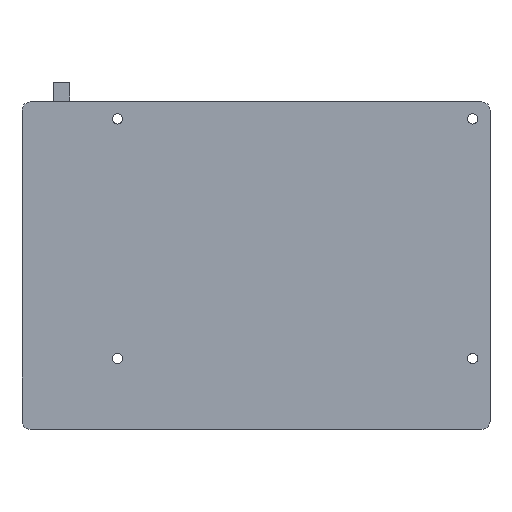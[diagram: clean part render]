
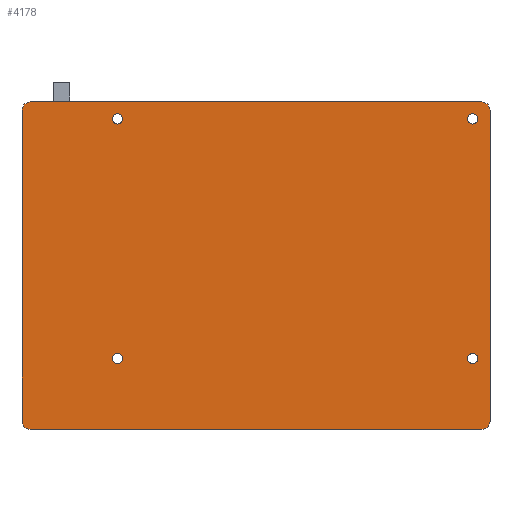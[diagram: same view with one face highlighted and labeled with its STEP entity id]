
A CAD part, top view. The second image highlights one B-rep face of the part: STEP entity #4178.
In plain terms, the highlighted planar face has unit normal (0, 0, 1).
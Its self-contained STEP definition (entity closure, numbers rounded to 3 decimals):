
#1178=DIRECTION('',(0.,1.,0.));
#1179=VECTOR('',#1178,75.2);
#1180=CARTESIAN_POINT('',(-56.6,-37.6,4.975));
#1181=LINE('',#1180,#1179);
#1182=DIRECTION('',(0.,-1.,0.));
#1183=VECTOR('',#1182,75.2);
#1184=CARTESIAN_POINT('',(56.6,37.6,4.975));
#1185=LINE('',#1184,#1183);
#1186=CARTESIAN_POINT('',(52.4,-22.45,4.975));
#1187=DIRECTION('',(0.,0.,-1.));
#1188=DIRECTION('',(1.,0.,0.));
#1189=AXIS2_PLACEMENT_3D('',#1186,#1187,#1188);
#1191=CARTESIAN_POINT('',(52.4,-22.45,4.975));
#1192=DIRECTION('',(0.,0.,-1.));
#1193=DIRECTION('',(-1.,0.,0.));
#1194=AXIS2_PLACEMENT_3D('',#1191,#1192,#1193);
#1196=CARTESIAN_POINT('',(52.4,35.5,4.975));
#1197=DIRECTION('',(0.,0.,-1.));
#1198=DIRECTION('',(1.,0.,0.));
#1199=AXIS2_PLACEMENT_3D('',#1196,#1197,#1198);
#1201=CARTESIAN_POINT('',(52.4,35.5,4.975));
#1202=DIRECTION('',(0.,0.,-1.));
#1203=DIRECTION('',(-1.,0.,0.));
#1204=AXIS2_PLACEMENT_3D('',#1201,#1202,#1203);
#1206=CARTESIAN_POINT('',(-33.5,-22.45,4.975));
#1207=DIRECTION('',(0.,0.,-1.));
#1208=DIRECTION('',(1.,0.,0.));
#1209=AXIS2_PLACEMENT_3D('',#1206,#1207,#1208);
#1211=CARTESIAN_POINT('',(-33.5,-22.45,4.975));
#1212=DIRECTION('',(0.,0.,-1.));
#1213=DIRECTION('',(-1.,0.,0.));
#1214=AXIS2_PLACEMENT_3D('',#1211,#1212,#1213);
#1216=CARTESIAN_POINT('',(-33.5,35.5,4.975));
#1217=DIRECTION('',(0.,0.,-1.));
#1218=DIRECTION('',(1.,0.,0.));
#1219=AXIS2_PLACEMENT_3D('',#1216,#1217,#1218);
#1221=CARTESIAN_POINT('',(-33.5,35.5,4.975));
#1222=DIRECTION('',(0.,0.,-1.));
#1223=DIRECTION('',(-1.,0.,0.));
#1224=AXIS2_PLACEMENT_3D('',#1221,#1222,#1223);
#1230=CARTESIAN_POINT('',(-54.6,37.6,4.975));
#1231=DIRECTION('',(0.,0.,-1.));
#1232=DIRECTION('',(-1.,0.,0.));
#1233=AXIS2_PLACEMENT_3D('',#1230,#1231,#1232);
#1244=DIRECTION('',(-1.,0.,0.));
#1245=VECTOR('',#1244,109.2);
#1246=CARTESIAN_POINT('',(54.6,39.6,4.975));
#1247=LINE('',#1246,#1245);
#1256=CARTESIAN_POINT('',(54.6,37.6,4.975));
#1257=DIRECTION('',(0.,0.,-1.));
#1258=DIRECTION('',(0.,1.,0.));
#1259=AXIS2_PLACEMENT_3D('',#1256,#1257,#1258);
#1283=CARTESIAN_POINT('',(54.6,-37.6,4.975));
#1284=DIRECTION('',(0.,0.,1.));
#1285=DIRECTION('',(0.,-1.,0.));
#1286=AXIS2_PLACEMENT_3D('',#1283,#1284,#1285);
#1300=DIRECTION('',(-1.,0.,0.));
#1301=VECTOR('',#1300,109.2);
#1302=CARTESIAN_POINT('',(54.6,-39.6,4.975));
#1303=LINE('',#1302,#1301);
#1387=CARTESIAN_POINT('',(-54.6,-37.6,4.975));
#1388=DIRECTION('',(0.,0.,1.));
#1389=DIRECTION('',(-1.,0.,0.));
#1390=AXIS2_PLACEMENT_3D('',#1387,#1388,#1389);
#2039=CARTESIAN_POINT('',(56.6,-37.6,4.975));
#2041=VERTEX_POINT('',#2039);
#2044=CARTESIAN_POINT('',(54.6,-39.6,4.975));
#2045=VERTEX_POINT('',#2044);
#2047=CARTESIAN_POINT('',(-54.6,-39.6,4.975));
#2049=VERTEX_POINT('',#2047);
#2052=CARTESIAN_POINT('',(-56.6,-37.6,4.975));
#2053=VERTEX_POINT('',#2052);
#2208=CARTESIAN_POINT('',(56.6,37.6,4.975));
#2210=VERTEX_POINT('',#2208);
#2213=CARTESIAN_POINT('',(54.6,39.6,4.975));
#2214=VERTEX_POINT('',#2213);
#2216=CARTESIAN_POINT('',(-54.6,39.6,4.975));
#2218=VERTEX_POINT('',#2216);
#2221=CARTESIAN_POINT('',(-56.6,37.6,4.975));
#2222=VERTEX_POINT('',#2221);
#2392=CARTESIAN_POINT('',(53.65,-22.45,4.975));
#2393=CARTESIAN_POINT('',(51.15,-22.45,4.975));
#2394=VERTEX_POINT('',#2392);
#2395=VERTEX_POINT('',#2393);
#2396=CARTESIAN_POINT('',(53.65,35.5,4.975));
#2397=CARTESIAN_POINT('',(51.15,35.5,4.975));
#2398=VERTEX_POINT('',#2396);
#2399=VERTEX_POINT('',#2397);
#2400=CARTESIAN_POINT('',(-32.25,-22.45,4.975));
#2401=CARTESIAN_POINT('',(-34.75,-22.45,4.975));
#2402=VERTEX_POINT('',#2400);
#2403=VERTEX_POINT('',#2401);
#2404=CARTESIAN_POINT('',(-32.25,35.5,4.975));
#2405=CARTESIAN_POINT('',(-34.75,35.5,4.975));
#2406=VERTEX_POINT('',#2404);
#2407=VERTEX_POINT('',#2405);
#4134=CARTESIAN_POINT('',(59.889,0.,4.975));
#4135=DIRECTION('',(0.,0.,-1.));
#4136=DIRECTION('',(-1.,0.,0.));
#4137=AXIS2_PLACEMENT_3D('',#4134,#4135,#4136);
#4138=PLANE('',#4137);
#4139=ORIENTED_EDGE('',*,*,#2705,.T.);
#4141=ORIENTED_EDGE('',*,*,#4140,.T.);
#4143=ORIENTED_EDGE('',*,*,#4142,.F.);
#4145=ORIENTED_EDGE('',*,*,#4144,.T.);
#4147=ORIENTED_EDGE('',*,*,#4146,.T.);
#4149=ORIENTED_EDGE('',*,*,#4148,.F.);
#4151=ORIENTED_EDGE('',*,*,#4150,.T.);
#4153=ORIENTED_EDGE('',*,*,#4152,.F.);
#4154=EDGE_LOOP('',(#4139,#4141,#4143,#4145,#4147,#4149,#4151,#4153));
#4155=FACE_OUTER_BOUND('',#4154,.F.);
#4156=ORIENTED_EDGE('',*,*,#4114,.F.);
#4157=ORIENTED_EDGE('',*,*,#4128,.F.);
#4158=EDGE_LOOP('',(#4156,#4157));
#4159=FACE_BOUND('',#4158,.F.);
#4161=ORIENTED_EDGE('',*,*,#4160,.F.);
#4163=ORIENTED_EDGE('',*,*,#4162,.F.);
#4164=EDGE_LOOP('',(#4161,#4163));
#4165=FACE_BOUND('',#4164,.F.);
#4167=ORIENTED_EDGE('',*,*,#4166,.F.);
#4169=ORIENTED_EDGE('',*,*,#4168,.F.);
#4170=EDGE_LOOP('',(#4167,#4169));
#4171=FACE_BOUND('',#4170,.F.);
#4173=ORIENTED_EDGE('',*,*,#4172,.F.);
#4175=ORIENTED_EDGE('',*,*,#4174,.F.);
#4176=EDGE_LOOP('',(#4173,#4175));
#4177=FACE_BOUND('',#4176,.F.);
#4178=ADVANCED_FACE('',(#4155,#4159,#4165,#4171,#4177),#4138,.F.);
#1190=CIRCLE('',#1189,1.25);
#1195=CIRCLE('',#1194,1.25);
#1200=CIRCLE('',#1199,1.25);
#1205=CIRCLE('',#1204,1.25);
#1210=CIRCLE('',#1209,1.25);
#1215=CIRCLE('',#1214,1.25);
#1220=CIRCLE('',#1219,1.25);
#1225=CIRCLE('',#1224,1.25);
#1234=CIRCLE('',#1233,2.);
#1260=CIRCLE('',#1259,2.);
#1287=CIRCLE('',#1286,2.);
#1391=CIRCLE('',#1390,2.);
#2705=EDGE_CURVE('',#2053,#2222,#1181,.T.);
#4114=EDGE_CURVE('',#2394,#2395,#1190,.T.);
#4128=EDGE_CURVE('',#2395,#2394,#1195,.T.);
#4140=EDGE_CURVE('',#2222,#2218,#1234,.T.);
#4142=EDGE_CURVE('',#2214,#2218,#1247,.T.);
#4144=EDGE_CURVE('',#2214,#2210,#1260,.T.);
#4146=EDGE_CURVE('',#2210,#2041,#1185,.T.);
#4148=EDGE_CURVE('',#2045,#2041,#1287,.T.);
#4150=EDGE_CURVE('',#2045,#2049,#1303,.T.);
#4152=EDGE_CURVE('',#2053,#2049,#1391,.T.);
#4160=EDGE_CURVE('',#2398,#2399,#1200,.T.);
#4162=EDGE_CURVE('',#2399,#2398,#1205,.T.);
#4166=EDGE_CURVE('',#2402,#2403,#1210,.T.);
#4168=EDGE_CURVE('',#2403,#2402,#1215,.T.);
#4172=EDGE_CURVE('',#2406,#2407,#1220,.T.);
#4174=EDGE_CURVE('',#2407,#2406,#1225,.T.);
